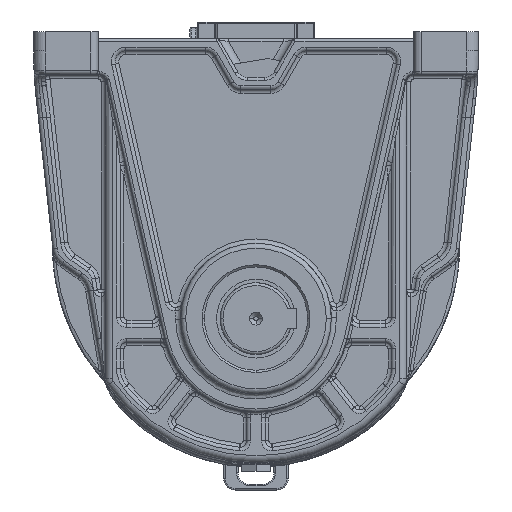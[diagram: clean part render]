
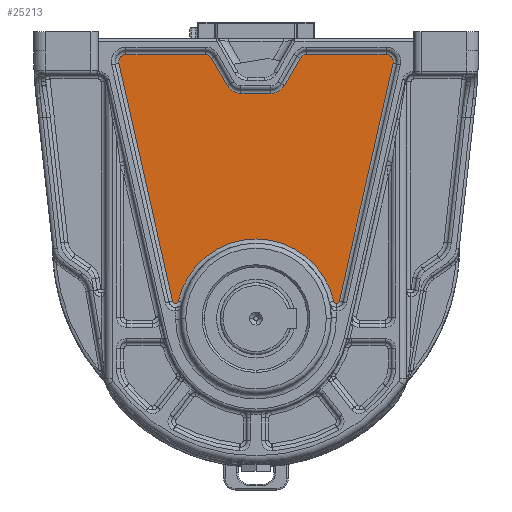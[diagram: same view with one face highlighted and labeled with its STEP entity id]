
A CAD part, front view. The second image highlights one B-rep face of the part: STEP entity #25213.
In plain terms, the highlighted planar face has unit normal (0, -1, 0).
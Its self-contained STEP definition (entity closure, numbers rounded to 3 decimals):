
#817 = CIRCLE ( 'NONE', #40972, 2. ) ;
#2352 = CIRCLE ( 'NONE', #64305, 5. ) ;
#2549 = CARTESIAN_POINT ( 'NONE',  ( -20.027, -9., 111.5 ) ) ;
#2734 = CARTESIAN_POINT ( 'NONE',  ( 56.127, -9., -38.509 ) ) ;
#2765 = LINE ( 'NONE', #62373, #54770 ) ;
#2811 = CARTESIAN_POINT ( 'NONE',  ( -35.327, -9., 128. ) ) ;
#3878 = CARTESIAN_POINT ( 'NONE',  ( 19.907, -9., 111.5 ) ) ;
#6003 = CARTESIAN_POINT ( 'NONE',  ( 90.629, -9., 128. ) ) ;
#6494 = VERTEX_POINT ( 'NONE', #35466 ) ;
#6720 = DIRECTION ( 'NONE',  ( 0., 1., 0. ) ) ;
#7499 = CARTESIAN_POINT ( 'NONE',  ( -58.078, -9., -38.949 ) ) ;
#8484 = DIRECTION ( 'NONE',  ( 0., 1., 0. ) ) ;
#8566 = LINE ( 'NONE', #7499, #9339 ) ;
#8801 = CARTESIAN_POINT ( 'NONE',  ( -30.997, -9., 130.5 ) ) ;
#9236 = DIRECTION ( 'NONE',  ( 0., -1., 0. ) ) ;
#9339 = VECTOR ( 'NONE', #57035, 1000. ) ;
#9986 = LINE ( 'NONE', #49753, #27479 ) ;
#10281 = AXIS2_PLACEMENT_3D ( 'NONE', #30722, #8484, #40809 ) ;
#10864 = VERTEX_POINT ( 'NONE', #43053 ) ;
#11062 = VECTOR ( 'NONE', #47744, 1000. ) ;
#11355 = DIRECTION ( 'NONE',  ( -0.22, 0., -0.975 ) ) ;
#11683 = AXIS2_PLACEMENT_3D ( 'NONE', #17687, #39578, #61461 ) ;
#12139 = EDGE_CURVE ( 'NONE', #59133, #44010, #9986, .T. ) ;
#12469 = DIRECTION ( 'NONE',  ( -0.866, 0., 0.5 ) ) ;
#13129 = EDGE_CURVE ( 'NONE', #44010, #43784, #32124, .T. ) ;
#13215 = EDGE_CURVE ( 'NONE', #31588, #59133, #2352, .T. ) ;
#15145 = EDGE_CURVE ( 'NONE', #6494, #63498, #22898, .T. ) ;
#15499 = ORIENTED_EDGE ( 'NONE', *, *, #50733, .F. ) ;
#15747 = AXIS2_PLACEMENT_3D ( 'NONE', #45720, #29908, #39980 ) ;
#16515 = ORIENTED_EDGE ( 'NONE', *, *, #52796, .F. ) ;
#17687 = CARTESIAN_POINT ( 'NONE',  ( 0., -9., 0. ) ) ;
#18189 = ORIENTED_EDGE ( 'NONE', *, *, #52754, .F. ) ;
#18342 = AXIS2_PLACEMENT_3D ( 'NONE', #59766, #32447, #54355 ) ;
#18951 = DIRECTION ( 'NONE',  ( 0.5, 0., -0.866 ) ) ;
#19708 = CARTESIAN_POINT ( 'NONE',  ( -10.501, -9., 106. ) ) ;
#20122 = LINE ( 'NONE', #42025, #11062 ) ;
#21005 = EDGE_CURVE ( 'NONE', #32055, #25180, #30847, .T. ) ;
#22898 = CIRCLE ( 'NONE', #18342, 2. ) ;
#23189 = EDGE_CURVE ( 'NONE', #63498, #32055, #8566, .T. ) ;
#24327 = DIRECTION ( 'NONE',  ( -0.866, 0., -0.5 ) ) ;
#24630 = EDGE_LOOP ( 'NONE', ( #55465, #48602, #39156, #52840, #48232, #36503, #57923, #49786, #70013, #68037, #18189, #15499, #64923, #44308, #63324, #16515, #42312 ) ) ;
#25011 = DIRECTION ( 'NONE',  ( 0.975, 0., -0.22 ) ) ;
#25180 = VERTEX_POINT ( 'NONE', #67176 ) ;
#25213 = ADVANCED_FACE ( 'NONE', ( #55733 ), #28464, .T. ) ;
#26512 = DIRECTION ( 'NONE',  ( 0., 1., 0. ) ) ;
#27479 = VECTOR ( 'NONE', #54447, 1000. ) ;
#28464 = PLANE ( 'NONE',  #11683 ) ;
#28503 = CIRCLE ( 'NONE', #15747, 55.5 ) ;
#29024 = VERTEX_POINT ( 'NONE', #56496 ) ;
#29314 = CARTESIAN_POINT ( 'NONE',  ( 35.207, -9., 128. ) ) ;
#29908 = DIRECTION ( 'NONE',  ( 0., -1., 0. ) ) ;
#30379 = DIRECTION ( 'NONE',  ( 0., 1., 0. ) ) ;
#30476 = EDGE_CURVE ( 'NONE', #25180, #60770, #20122, .T. ) ;
#30499 = CARTESIAN_POINT ( 'NONE',  ( 54.175, -9., -38.943 ) ) ;
#30572 = VERTEX_POINT ( 'NONE', #71037 ) ;
#30584 = AXIS2_PLACEMENT_3D ( 'NONE', #35448, #9236, #24327 ) ;
#30722 = CARTESIAN_POINT ( 'NONE',  ( -90.629, -9., 128. ) ) ;
#30847 = CIRCLE ( 'NONE', #10281, 5. ) ;
#31588 = VERTEX_POINT ( 'NONE', #37357 ) ;
#31867 = CARTESIAN_POINT ( 'NONE',  ( 56.127, -9., -38.509 ) ) ;
#32028 = EDGE_CURVE ( 'NONE', #29024, #10864, #46985, .T. ) ;
#32055 = VERTEX_POINT ( 'NONE', #39097 ) ;
#32115 = EDGE_CURVE ( 'NONE', #47779, #39665, #2765, .T. ) ;
#32124 = CIRCLE ( 'NONE', #69967, 5. ) ;
#32447 = DIRECTION ( 'NONE',  ( 0., 1., 0. ) ) ;
#32864 = LINE ( 'NONE', #54778, #47959 ) ;
#34940 = DIRECTION ( 'NONE',  ( 0., -1., 0. ) ) ;
#34957 = CIRCLE ( 'NONE', #45322, 11. ) ;
#35141 = DIRECTION ( 'NONE',  ( 0., 0., 1. ) ) ;
#35196 = EDGE_CURVE ( 'NONE', #30572, #47325, #62720, .T. ) ;
#35448 = CARTESIAN_POINT ( 'NONE',  ( -10.501, -9., 117. ) ) ;
#35466 = CARTESIAN_POINT ( 'NONE',  ( -54.175, -9., -38.943 ) ) ;
#35521 = DIRECTION ( 'NONE',  ( 0.5, 0., 0.866 ) ) ;
#36503 = ORIENTED_EDGE ( 'NONE', *, *, #53015, .F. ) ;
#37357 = CARTESIAN_POINT ( 'NONE',  ( 30.877, -9., 130.5 ) ) ;
#37476 = AXIS2_PLACEMENT_3D ( 'NONE', #2811, #42329, #35141 ) ;
#39097 = CARTESIAN_POINT ( 'NONE',  ( -95.506, -9., 126.899 ) ) ;
#39156 = ORIENTED_EDGE ( 'NONE', *, *, #15145, .F. ) ;
#39578 = DIRECTION ( 'NONE',  ( 0., -1., 0. ) ) ;
#39665 = VERTEX_POINT ( 'NONE', #2549 ) ;
#39980 = DIRECTION ( 'NONE',  ( 0.976, 0., 0.217 ) ) ;
#40809 = DIRECTION ( 'NONE',  ( -0.975, 0., -0.22 ) ) ;
#40972 = AXIS2_PLACEMENT_3D ( 'NONE', #2734, #30379, #25011 ) ;
#41596 = LINE ( 'NONE', #3878, #61554 ) ;
#41755 = CARTESIAN_POINT ( 'NONE',  ( -35.327, -9., 133. ) ) ;
#42025 = CARTESIAN_POINT ( 'NONE',  ( -90.629, -9., 133. ) ) ;
#42312 = ORIENTED_EDGE ( 'NONE', *, *, #30476, .F. ) ;
#42329 = DIRECTION ( 'NONE',  ( 0., 1., 0. ) ) ;
#43005 = CARTESIAN_POINT ( 'NONE',  ( 90.629, -9., 133. ) ) ;
#43053 = CARTESIAN_POINT ( 'NONE',  ( 10.381, -9., 106. ) ) ;
#43784 = VERTEX_POINT ( 'NONE', #51148 ) ;
#44010 = VERTEX_POINT ( 'NONE', #43005 ) ;
#44308 = ORIENTED_EDGE ( 'NONE', *, *, #62597, .F. ) ;
#45322 = AXIS2_PLACEMENT_3D ( 'NONE', #67948, #34940, #50400 ) ;
#45720 = CARTESIAN_POINT ( 'NONE',  ( 0., -9., -51. ) ) ;
#46553 = EDGE_CURVE ( 'NONE', #43784, #59398, #32864, .T. ) ;
#46985 = LINE ( 'NONE', #19708, #67351 ) ;
#47325 = VERTEX_POINT ( 'NONE', #30499 ) ;
#47744 = DIRECTION ( 'NONE',  ( 1., 0., 0. ) ) ;
#47779 = VERTEX_POINT ( 'NONE', #8801 ) ;
#47959 = VECTOR ( 'NONE', #11355, 1000. ) ;
#48232 = ORIENTED_EDGE ( 'NONE', *, *, #35196, .F. ) ;
#48602 = ORIENTED_EDGE ( 'NONE', *, *, #23189, .F. ) ;
#49077 = DIRECTION ( 'NONE',  ( 0., 0., 1. ) ) ;
#49753 = CARTESIAN_POINT ( 'NONE',  ( 35.207, -9., 133. ) ) ;
#49786 = ORIENTED_EDGE ( 'NONE', *, *, #13129, .F. ) ;
#50101 = AXIS2_PLACEMENT_3D ( 'NONE', #31867, #64188, #54462 ) ;
#50400 = DIRECTION ( 'NONE',  ( 0., 0., -1. ) ) ;
#50733 = EDGE_CURVE ( 'NONE', #10864, #69671, #34957, .T. ) ;
#51148 = CARTESIAN_POINT ( 'NONE',  ( 95.506, -9., 126.899 ) ) ;
#52360 = CIRCLE ( 'NONE', #30584, 11. ) ;
#52754 = EDGE_CURVE ( 'NONE', #69671, #31588, #41596, .T. ) ;
#52796 = EDGE_CURVE ( 'NONE', #60770, #47779, #68395, .T. ) ;
#52840 = ORIENTED_EDGE ( 'NONE', *, *, #70390, .F. ) ;
#53015 = EDGE_CURVE ( 'NONE', #59398, #30572, #817, .T. ) ;
#54355 = DIRECTION ( 'NONE',  ( 0.976, 0., -0.217 ) ) ;
#54447 = DIRECTION ( 'NONE',  ( 1., 0., 0. ) ) ;
#54462 = DIRECTION ( 'NONE',  ( 0.975, 0., -0.22 ) ) ;
#54770 = VECTOR ( 'NONE', #18951, 1000. ) ;
#54778 = CARTESIAN_POINT ( 'NONE',  ( 95.506, -9., 126.899 ) ) ;
#55465 = ORIENTED_EDGE ( 'NONE', *, *, #21005, .F. ) ;
#55503 = CARTESIAN_POINT ( 'NONE',  ( 58.078, -9., -38.949 ) ) ;
#55570 = CARTESIAN_POINT ( 'NONE',  ( 19.907, -9., 111.5 ) ) ;
#55733 = FACE_OUTER_BOUND ( 'NONE', #24630, .T. ) ;
#56496 = CARTESIAN_POINT ( 'NONE',  ( -10.501, -9., 106. ) ) ;
#57035 = DIRECTION ( 'NONE',  ( -0.22, 0., 0.975 ) ) ;
#57923 = ORIENTED_EDGE ( 'NONE', *, *, #46553, .F. ) ;
#59133 = VERTEX_POINT ( 'NONE', #62133 ) ;
#59398 = VERTEX_POINT ( 'NONE', #55503 ) ;
#59766 = CARTESIAN_POINT ( 'NONE',  ( -56.127, -9., -38.509 ) ) ;
#59985 = CARTESIAN_POINT ( 'NONE',  ( -58.078, -9., -38.949 ) ) ;
#60770 = VERTEX_POINT ( 'NONE', #41755 ) ;
#61461 = DIRECTION ( 'NONE',  ( 0., 0., -1. ) ) ;
#61554 = VECTOR ( 'NONE', #35521, 1000. ) ;
#62133 = CARTESIAN_POINT ( 'NONE',  ( 35.207, -9., 133. ) ) ;
#62373 = CARTESIAN_POINT ( 'NONE',  ( -30.997, -9., 130.5 ) ) ;
#62597 = EDGE_CURVE ( 'NONE', #39665, #29024, #52360, .T. ) ;
#62720 = CIRCLE ( 'NONE', #50101, 2. ) ;
#63324 = ORIENTED_EDGE ( 'NONE', *, *, #32115, .F. ) ;
#63467 = DIRECTION ( 'NONE',  ( 1., 0., 0. ) ) ;
#63498 = VERTEX_POINT ( 'NONE', #59985 ) ;
#64188 = DIRECTION ( 'NONE',  ( 0., 1., 0. ) ) ;
#64305 = AXIS2_PLACEMENT_3D ( 'NONE', #29314, #6720, #12469 ) ;
#64923 = ORIENTED_EDGE ( 'NONE', *, *, #32028, .F. ) ;
#67176 = CARTESIAN_POINT ( 'NONE',  ( -90.629, -9., 133. ) ) ;
#67351 = VECTOR ( 'NONE', #63467, 1000. ) ;
#67948 = CARTESIAN_POINT ( 'NONE',  ( 10.381, -9., 117. ) ) ;
#68037 = ORIENTED_EDGE ( 'NONE', *, *, #13215, .F. ) ;
#68395 = CIRCLE ( 'NONE', #37476, 5. ) ;
#69671 = VERTEX_POINT ( 'NONE', #55570 ) ;
#69967 = AXIS2_PLACEMENT_3D ( 'NONE', #6003, #26512, #49077 ) ;
#70013 = ORIENTED_EDGE ( 'NONE', *, *, #12139, .F. ) ;
#70390 = EDGE_CURVE ( 'NONE', #47325, #6494, #28503, .T. ) ;
#71037 = CARTESIAN_POINT ( 'NONE',  ( 56.127, -9., -40.509 ) ) ;
